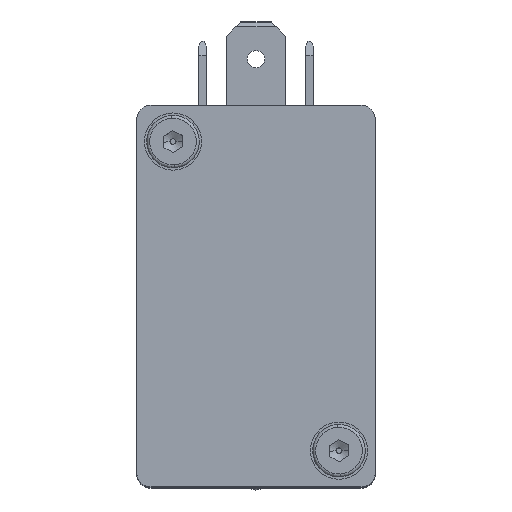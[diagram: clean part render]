
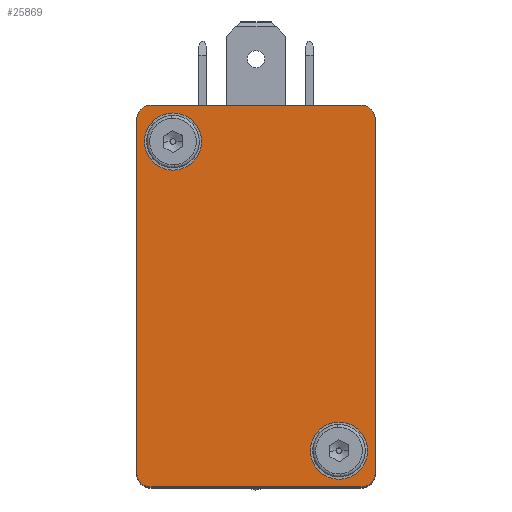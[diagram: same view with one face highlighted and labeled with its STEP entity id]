
A CAD part, top view. The second image highlights one B-rep face of the part: STEP entity #25869.
In plain terms, the highlighted face is planar.
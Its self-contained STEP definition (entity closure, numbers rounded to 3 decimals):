
#24319=CARTESIAN_POINT('',(7.2,13.75,15.2));
#24320=VERTEX_POINT('',#24319);
#24336=CARTESIAN_POINT('',(7.2,13.75,9.2));
#24337=VERTEX_POINT('',#24336);
#24344=CARTESIAN_POINT('',(7.2,13.75,12.2));
#24345=DIRECTION('',(0.0,-1.0,0.0));
#24346=DIRECTION('',(0.0,0.0,1.0));
#24347=AXIS2_PLACEMENT_3D('',#24344,#24345,#24346);
#24348=CIRCLE('',#24347,3.0);
#24349=EDGE_CURVE('',#24320,#24337,#24348,.T.);
#24361=CARTESIAN_POINT('',(-10.2,13.75,-17.2));
#24362=VERTEX_POINT('',#24361);
#24378=CARTESIAN_POINT('',(-10.2,13.75,-23.2));
#24379=VERTEX_POINT('',#24378);
#24386=CARTESIAN_POINT('',(-10.2,13.75,-20.2));
#24387=DIRECTION('',(0.0,-1.0,0.0));
#24388=DIRECTION('',(0.0,0.0,1.0));
#24389=AXIS2_PLACEMENT_3D('',#24386,#24387,#24388);
#24390=CIRCLE('',#24389,3.0);
#24391=EDGE_CURVE('',#24362,#24379,#24390,.T.);
#24403=CARTESIAN_POINT('',(-13.561,13.75,15.561));
#24404=VERTEX_POINT('',#24403);
#24420=CARTESIAN_POINT('',(-12.5,13.75,16.));
#24421=VERTEX_POINT('',#24420);
#24428=CARTESIAN_POINT('',(-12.5,13.75,14.5));
#24429=DIRECTION('',(0.0,-1.,0.0));
#24430=DIRECTION('',(-0.707,0.0,0.707));
#24431=AXIS2_PLACEMENT_3D('',#24428,#24429,#24430);
#24432=CIRCLE('',#24431,1.5);
#24433=EDGE_CURVE('',#24421,#24404,#24432,.T.);
#24445=CARTESIAN_POINT('',(-13.561,13.75,-23.561));
#24446=VERTEX_POINT('',#24445);
#24462=CARTESIAN_POINT('',(-14.0,13.75,-22.5));
#24463=VERTEX_POINT('',#24462);
#24470=CARTESIAN_POINT('',(-12.5,13.75,-22.5));
#24471=DIRECTION('',(0.0,-1.,0.0));
#24472=DIRECTION('',(-0.707,0.0,-0.707));
#24473=AXIS2_PLACEMENT_3D('',#24470,#24471,#24472);
#24474=CIRCLE('',#24473,1.5);
#24475=EDGE_CURVE('',#24463,#24446,#24474,.T.);
#24487=CARTESIAN_POINT('',(10.561,13.75,-23.561));
#24488=VERTEX_POINT('',#24487);
#24504=CARTESIAN_POINT('',(9.5,13.75,-24.0));
#24505=VERTEX_POINT('',#24504);
#24512=CARTESIAN_POINT('',(9.5,13.75,-22.5));
#24513=DIRECTION('',(0.0,-1.,0.0));
#24514=DIRECTION('',(0.707,0.0,-0.707));
#24515=AXIS2_PLACEMENT_3D('',#24512,#24513,#24514);
#24516=CIRCLE('',#24515,1.5);
#24517=EDGE_CURVE('',#24505,#24488,#24516,.T.);
#24529=CARTESIAN_POINT('',(10.561,13.75,15.561));
#24530=VERTEX_POINT('',#24529);
#24546=CARTESIAN_POINT('',(11.0,13.75,14.5));
#24547=VERTEX_POINT('',#24546);
#24554=CARTESIAN_POINT('',(9.5,13.75,14.5));
#24555=DIRECTION('',(0.0,-1.,0.0));
#24556=DIRECTION('',(0.707,0.0,0.707));
#24557=AXIS2_PLACEMENT_3D('',#24554,#24555,#24556);
#24558=CIRCLE('',#24557,1.5);
#24559=EDGE_CURVE('',#24547,#24530,#24558,.T.);
#25742=CARTESIAN_POINT('',(9.5,13.75,16.));
#25743=VERTEX_POINT('',#25742);
#25744=CARTESIAN_POINT('',(9.5,13.75,14.5));
#25745=DIRECTION('',(0.0,-1.,0.0));
#25746=DIRECTION('',(0.707,0.0,0.707));
#25747=AXIS2_PLACEMENT_3D('',#25744,#25745,#25746);
#25748=CIRCLE('',#25747,1.5);
#25749=EDGE_CURVE('',#24530,#25743,#25748,.T.);
#25775=CARTESIAN_POINT('',(9.5,13.75,16.));
#25776=DIRECTION('',(-1.0,0.0,0.0));
#25777=VECTOR('',#25776,22.0);
#25778=LINE('',#25775,#25777);
#25779=EDGE_CURVE('',#25743,#24421,#25778,.T.);
#25791=CARTESIAN_POINT('',(0.,13.75,0.));
#25792=DIRECTION('',(0.0,1.0,0.0));
#25793=DIRECTION('',(0.0,0.0,1.0));
#25794=AXIS2_PLACEMENT_3D('',#25791,#25792,#25793);
#25795=PLANE('',#25794);
#25796=ORIENTED_EDGE('',*,*,#24559,.F.);
#25797=CARTESIAN_POINT('',(11.0,13.75,-22.5));
#25798=VERTEX_POINT('',#25797);
#25799=CARTESIAN_POINT('',(11.0,13.75,-22.5));
#25800=DIRECTION('',(0.0,0.0,1.0));
#25801=VECTOR('',#25800,37.0);
#25802=LINE('',#25799,#25801);
#25803=EDGE_CURVE('',#25798,#24547,#25802,.T.);
#25804=ORIENTED_EDGE('',*,*,#25803,.F.);
#25805=CARTESIAN_POINT('',(9.5,13.75,-22.5));
#25806=DIRECTION('',(0.0,-1.,0.0));
#25807=DIRECTION('',(0.707,0.0,-0.707));
#25808=AXIS2_PLACEMENT_3D('',#25805,#25806,#25807);
#25809=CIRCLE('',#25808,1.5);
#25810=EDGE_CURVE('',#24488,#25798,#25809,.T.);
#25811=ORIENTED_EDGE('',*,*,#25810,.F.);
#25812=ORIENTED_EDGE('',*,*,#24517,.F.);
#25813=CARTESIAN_POINT('',(-12.5,13.75,-24.0));
#25814=VERTEX_POINT('',#25813);
#25815=CARTESIAN_POINT('',(-12.5,13.75,-24.0));
#25816=DIRECTION('',(1.0,0.0,0.0));
#25817=VECTOR('',#25816,22.0);
#25818=LINE('',#25815,#25817);
#25819=EDGE_CURVE('',#25814,#24505,#25818,.T.);
#25820=ORIENTED_EDGE('',*,*,#25819,.F.);
#25821=CARTESIAN_POINT('',(-12.5,13.75,-22.5));
#25822=DIRECTION('',(0.0,-1.,0.0));
#25823=DIRECTION('',(-0.707,0.0,-0.707));
#25824=AXIS2_PLACEMENT_3D('',#25821,#25822,#25823);
#25825=CIRCLE('',#25824,1.5);
#25826=EDGE_CURVE('',#24446,#25814,#25825,.T.);
#25827=ORIENTED_EDGE('',*,*,#25826,.F.);
#25828=ORIENTED_EDGE('',*,*,#24475,.F.);
#25829=CARTESIAN_POINT('',(-14.0,13.75,14.5));
#25830=VERTEX_POINT('',#25829);
#25831=CARTESIAN_POINT('',(-14.0,13.75,14.5));
#25832=DIRECTION('',(0.0,0.0,-1.0));
#25833=VECTOR('',#25832,37.0);
#25834=LINE('',#25831,#25833);
#25835=EDGE_CURVE('',#25830,#24463,#25834,.T.);
#25836=ORIENTED_EDGE('',*,*,#25835,.F.);
#25837=CARTESIAN_POINT('',(-12.5,13.75,14.5));
#25838=DIRECTION('',(0.0,-1.,0.0));
#25839=DIRECTION('',(-0.707,0.0,0.707));
#25840=AXIS2_PLACEMENT_3D('',#25837,#25838,#25839);
#25841=CIRCLE('',#25840,1.5);
#25842=EDGE_CURVE('',#24404,#25830,#25841,.T.);
#25843=ORIENTED_EDGE('',*,*,#25842,.F.);
#25844=ORIENTED_EDGE('',*,*,#24433,.F.);
#25845=ORIENTED_EDGE('',*,*,#25779,.F.);
#25846=ORIENTED_EDGE('',*,*,#25749,.F.);
#25847=EDGE_LOOP('',(#25796,#25804,#25811,#25812,#25820,#25827,#25828,#25836,#25843,#25844,#25845,#25846));
#25848=FACE_OUTER_BOUND('',#25847,.T.);
#25849=ORIENTED_EDGE('',*,*,#24391,.T.);
#25850=CARTESIAN_POINT('',(-10.2,13.75,-20.2));
#25851=DIRECTION('',(0.0,-1.0,0.0));
#25852=DIRECTION('',(0.0,0.0,1.0));
#25853=AXIS2_PLACEMENT_3D('',#25850,#25851,#25852);
#25854=CIRCLE('',#25853,3.0);
#25855=EDGE_CURVE('',#24379,#24362,#25854,.T.);
#25856=ORIENTED_EDGE('',*,*,#25855,.T.);
#25857=EDGE_LOOP('',(#25849,#25856));
#25858=FACE_BOUND('',#25857,.T.);
#25859=ORIENTED_EDGE('',*,*,#24349,.T.);
#25860=CARTESIAN_POINT('',(7.2,13.75,12.2));
#25861=DIRECTION('',(0.0,-1.0,0.0));
#25862=DIRECTION('',(0.0,0.0,1.0));
#25863=AXIS2_PLACEMENT_3D('',#25860,#25861,#25862);
#25864=CIRCLE('',#25863,3.0);
#25865=EDGE_CURVE('',#24337,#24320,#25864,.T.);
#25866=ORIENTED_EDGE('',*,*,#25865,.T.);
#25867=EDGE_LOOP('',(#25859,#25866));
#25868=FACE_BOUND('',#25867,.T.);
#25869=ADVANCED_FACE('',(#25848,#25858,#25868),#25795,.T.);
